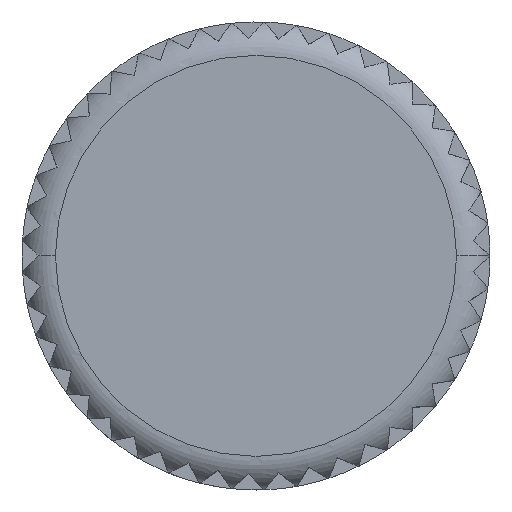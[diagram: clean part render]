
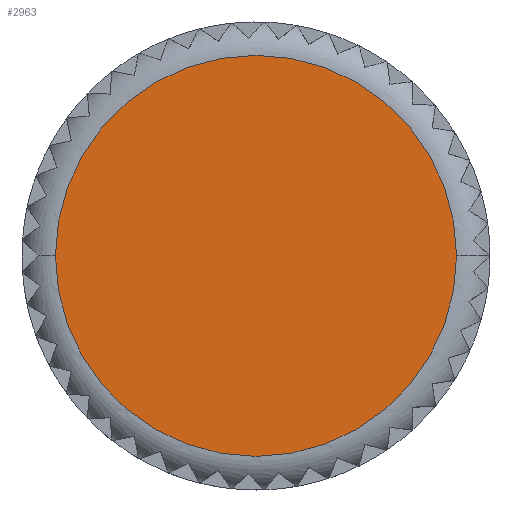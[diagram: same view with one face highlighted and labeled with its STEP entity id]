
A CAD part, top view. The second image highlights one B-rep face of the part: STEP entity #2963.
In plain terms, the highlighted planar face has unit normal (0, 0, 1).
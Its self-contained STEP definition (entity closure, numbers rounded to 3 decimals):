
#1285=EDGE_CURVE('',#2931,#2197,#3296,.T.);
#1791=EDGE_CURVE('',#2197,#2931,#3845,.T.);
#2197=VERTEX_POINT('',#4297);
#2931=VERTEX_POINT('',#5096);
#2963=ADVANCED_FACE('',(#5130),#5131,.T.);
#3296=CIRCLE('',#5806,9.0);
#3845=CIRCLE('',#6802,9.0);
#4297=CARTESIAN_POINT('',(-9.0,0.,27.0));
#5096=CARTESIAN_POINT('',(9.0,0.,27.0));
#5130=FACE_OUTER_BOUND('',#9296,.T.);
#5131=PLANE('',#9297);
#5806=AXIS2_PLACEMENT_3D('',#9594,#9595,#9596);
#6802=AXIS2_PLACEMENT_3D('',#10159,#10160,#10161);
#9296=EDGE_LOOP('',(#11639,#11640));
#9297=AXIS2_PLACEMENT_3D('',#11641,#11642,#11643);
#9594=CARTESIAN_POINT('',(0.0,0.,27.0));
#9595=DIRECTION('',(0.0,0.0,1.0));
#9596=DIRECTION('',(-1.0,0.,0.0));
#10159=CARTESIAN_POINT('',(0.0,0.,27.0));
#10160=DIRECTION('',(0.0,0.0,1.0));
#10161=DIRECTION('',(-1.0,0.,0.0));
#11639=ORIENTED_EDGE('',*,*,#1791,.T.);
#11640=ORIENTED_EDGE('',*,*,#1285,.T.);
#11641=CARTESIAN_POINT('',(-4.5,0.,27.0));
#11642=DIRECTION('',(0.0,0.0,1.0));
#11643=DIRECTION('',(-1.0,0.,0.0));
